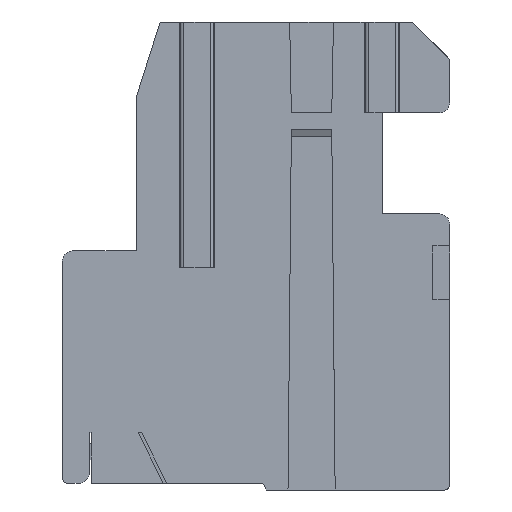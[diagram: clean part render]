
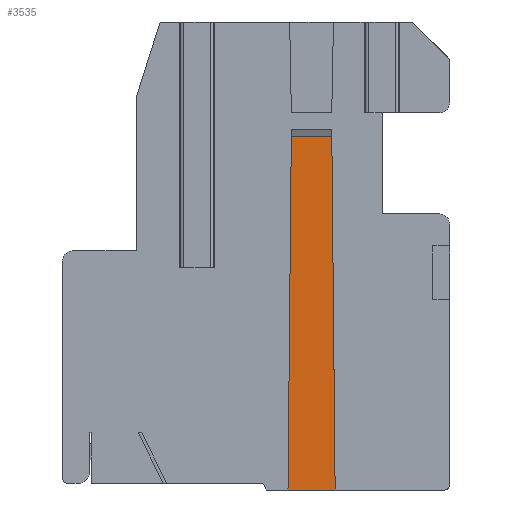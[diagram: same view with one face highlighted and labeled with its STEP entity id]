
A CAD part, left-side view. The second image highlights one B-rep face of the part: STEP entity #3535.
In plain terms, the highlighted planar face has unit normal (-1, 0, 0).
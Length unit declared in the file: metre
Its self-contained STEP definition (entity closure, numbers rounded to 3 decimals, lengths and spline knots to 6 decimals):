
#3535=ADVANCED_FACE('',(#7431),#7432,.F.);
#7431=FACE_OUTER_BOUND('',#11357,.T.);
#7432=PLANE('',#11358);
#11357=EDGE_LOOP('',(#22022,#22023,#22024,#22025));
#11358=AXIS2_PLACEMENT_3D('',#22026,#22027,#22028);
#22022=ORIENTED_EDGE('',*,*,#26476,.T.);
#22023=ORIENTED_EDGE('',*,*,#22787,.T.);
#22024=ORIENTED_EDGE('',*,*,#26568,.F.);
#22025=ORIENTED_EDGE('',*,*,#26577,.T.);
#22026=CARTESIAN_POINT('',(14.155207,11.736371,0.083292));
#22027=DIRECTION('',(1.0,0.,0.));
#22028=DIRECTION('',(0.0,1.0,0.));
#22787=EDGE_CURVE('',#27326,#27330,#27332,.T.);
#26476=EDGE_CURVE('',#32782,#27326,#32783,.T.);
#26568=EDGE_CURVE('',#32904,#27330,#32905,.T.);
#26577=EDGE_CURVE('',#32904,#32782,#32915,.T.);
#27326=VERTEX_POINT('',#34099);
#27330=VERTEX_POINT('',#34105);
#27332=LINE('',#34108,#34109);
#32782=VERTEX_POINT('',#42327);
#32783=LINE('',#42328,#42329);
#32904=VERTEX_POINT('',#42496);
#32905=LINE('',#42497,#42498);
#32915=LINE('',#42512,#42513);
#34099=CARTESIAN_POINT('',(14.155207,11.735071,0.083292));
#34105=CARTESIAN_POINT('',(14.155207,11.735169,0.093792));
#34108=CARTESIAN_POINT('',(14.155207,11.735071,0.083304));
#34109=VECTOR('',#43049,1.0);
#42327=CARTESIAN_POINT('',(14.155207,11.736471,0.083292));
#42328=CARTESIAN_POINT('',(14.155207,11.737871,0.083292));
#42329=VECTOR('',#46303,1.0);
#42496=CARTESIAN_POINT('',(14.155207,11.736373,0.093792));
#42497=CARTESIAN_POINT('',(14.155207,11.737871,0.093792));
#42498=VECTOR('',#46383,1.0);
#42512=CARTESIAN_POINT('',(14.155207,11.736471,0.083293));
#42513=VECTOR('',#46388,1.0);
#43049=DIRECTION('',(0.,0.009,1.));
#46303=DIRECTION('',(0.,-1.0,0.));
#46383=DIRECTION('',(0.,-1.0,0.));
#46388=DIRECTION('',(0.,0.009,-1.));
